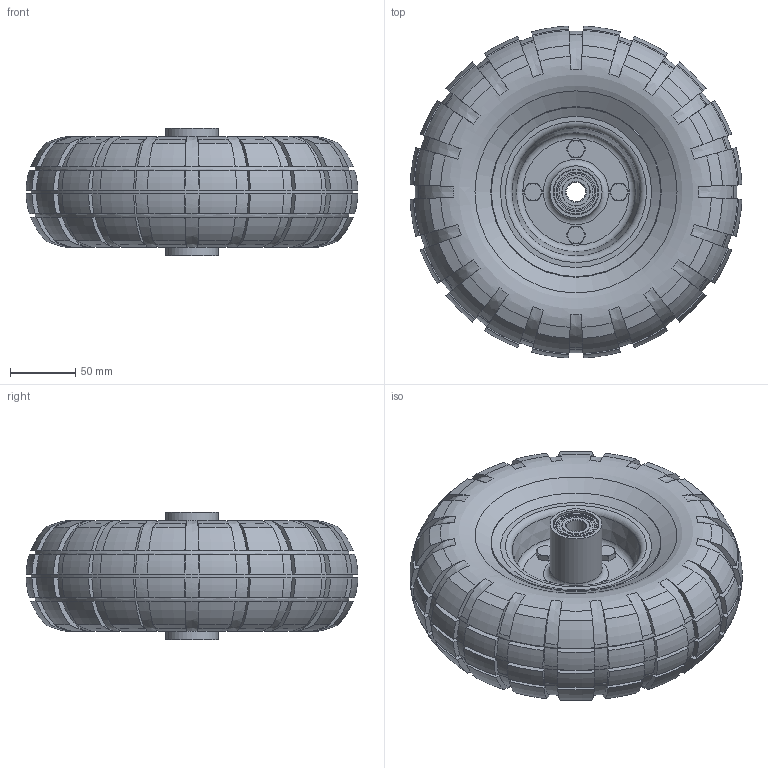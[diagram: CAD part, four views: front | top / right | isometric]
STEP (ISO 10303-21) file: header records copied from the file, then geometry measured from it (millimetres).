
FILE_DESCRIPTION(/* description */ (''),/* implementation_level */ '2;1');
FILE_NAME(/* name */ 'Cheng Shin C-166-1.stp',/* time_stamp */ '2022-03-28T16:28:17+06:00',/* author */ ('Admin'),/* organization */ (''),/* preprocessor_version */ 'ST-DEVELOPER v18.1',/* originating_system */ 'Autodesk Inventor 2020',/* authorisation */ '');
FILE_SCHEMA (('AUTOMOTIVE_DESIGN { 1 0 10303 214 3 1 1 }'));
Length unit declared in the file: millimetre
Products named in the file (5): Cheng Shin C-166-1; 10inchWheel; SKF_6202-2Z; ISO 8676 - M8 x 1 x 16(3); ISO 4161 - M8(1)
Assembly tree (11 placements, depth 2):
  Cheng Shin C-166-1
    10inchWheel
    SKF_6202-2Z  x2
    ISO 8676 - M8 x 1 x 16(3)  x4
    ISO 4161 - M8(1)  x4
Bounding box: 254.72 x 254.72 x 98 mm (x, y, z)
Volume: 2892575.9 mm3; surface area: 278770.5 mm2
Topology: 30 solids, 30 shells, 772 faces, 2038 edges, 1318 vertices
Faces by surface type: plane 380, cone 134, torus 115, bspline 80, cylinder 47, sphere 16
Full cylindrical faces by diameter (mm): 6.647 x4, 8 x4, 9 x4, 11.63 x4, 15 x2, 21.7 x8, 28.95 x4, 30.5 x8, 31 x1, 35 x4, 40 x2, 102 x1, 116 x1
Entity records: 20718 total; most frequent: CARTESIAN_POINT 5112, DIRECTION 3454, ORIENTED_EDGE 3222, EDGE_CURVE 1611, AXIS2_PLACEMENT_3D 1493, VERTEX_POINT 1043, CIRCLE 947, EDGE_LOOP 642
